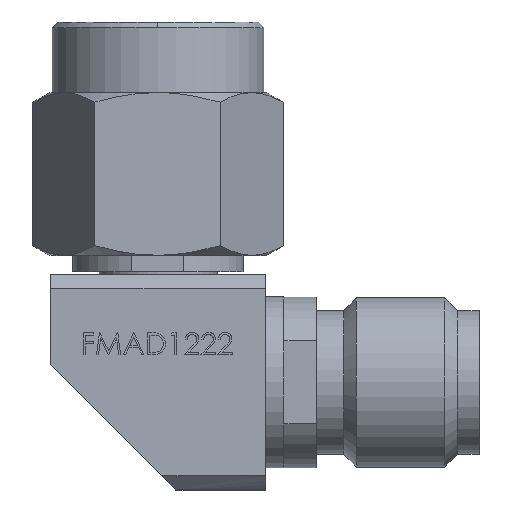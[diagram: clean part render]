
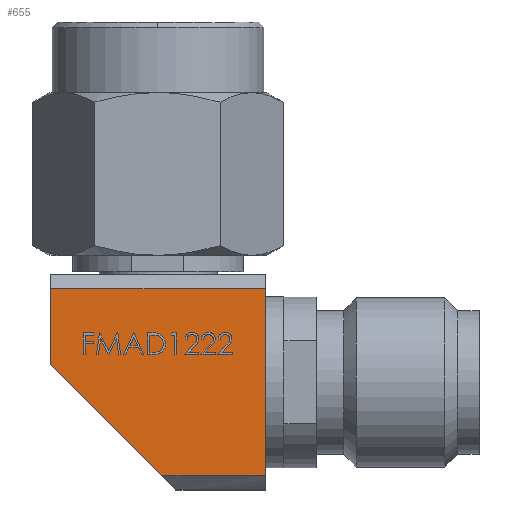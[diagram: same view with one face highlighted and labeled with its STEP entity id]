
A CAD part, top view. The second image highlights one B-rep face of the part: STEP entity #655.
In plain terms, the highlighted planar face has unit normal (0, 0, 1).
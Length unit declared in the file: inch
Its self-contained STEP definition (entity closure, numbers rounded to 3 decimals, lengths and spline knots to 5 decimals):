
#9 = DIRECTION ( 'NONE',  ( 1., 0., 0. ) ) ;
#62 = VECTOR ( 'NONE', #2815, 39.37008 ) ;
#168 = CARTESIAN_POINT ( 'NONE',  ( -0.17707, -0.13553, 0.15591 ) ) ;
#603 = VECTOR ( 'NONE', #3645, 39.37008 ) ;
#655 = ADVANCED_FACE ( 'NONE', ( #2533 ), #4905, .T. ) ;
#843 = EDGE_CURVE ( 'NONE', #4308, #2750, #4192, .T. ) ;
#1013 = LINE ( 'NONE', #5689, #62 ) ;
#1069 = CARTESIAN_POINT ( 'NONE',  ( -0.33858, 0.13553, 0.15591 ) ) ;
#1175 = DIRECTION ( 'NONE',  ( 0., 1., 0. ) ) ;
#1311 = ORIENTED_EDGE ( 'NONE', *, *, #5713, .T. ) ;
#1560 = AXIS2_PLACEMENT_3D ( 'NONE', #6747, #7299, #2619 ) ;
#1854 = EDGE_CURVE ( 'NONE', #5250, #2405, #3720, .T. ) ;
#1900 = CARTESIAN_POINT ( 'NONE',  ( -0.33858, 0.02598, 0.15591 ) ) ;
#2384 = VERTEX_POINT ( 'NONE', #2644 ) ;
#2405 = VERTEX_POINT ( 'NONE', #168 ) ;
#2522 = CARTESIAN_POINT ( 'NONE',  ( -0.33858, 0.02598, 0.15591 ) ) ;
#2533 = FACE_OUTER_BOUND ( 'NONE', #6326, .T. ) ;
#2583 = EDGE_CURVE ( 'NONE', #4308, #5250, #1013, .T. ) ;
#2619 = DIRECTION ( 'NONE',  ( 1., 0., 0. ) ) ;
#2644 = CARTESIAN_POINT ( 'NONE',  ( -0.02677, -0.13553, 0.15591 ) ) ;
#2750 = VERTEX_POINT ( 'NONE', #3636 ) ;
#2815 = DIRECTION ( 'NONE',  ( 0., -1., 0. ) ) ;
#3131 = VECTOR ( 'NONE', #1175, 39.37008 ) ;
#3313 = VECTOR ( 'NONE', #9, 39.37008 ) ;
#3426 = ORIENTED_EDGE ( 'NONE', *, *, #3677, .T. ) ;
#3636 = CARTESIAN_POINT ( 'NONE',  ( -0.02677, 0.13553, 0.15591 ) ) ;
#3645 = DIRECTION ( 'NONE',  ( 0.707, -0.707, 0. ) ) ;
#3677 = EDGE_CURVE ( 'NONE', #2384, #2750, #4762, .T. ) ;
#3697 = LINE ( 'NONE', #6068, #7043 ) ;
#3720 = LINE ( 'NONE', #1900, #603 ) ;
#4141 = ORIENTED_EDGE ( 'NONE', *, *, #2583, .T. ) ;
#4157 = ORIENTED_EDGE ( 'NONE', *, *, #843, .F. ) ;
#4192 = LINE ( 'NONE', #1069, #3313 ) ;
#4308 = VERTEX_POINT ( 'NONE', #5180 ) ;
#4762 = LINE ( 'NONE', #7002, #3131 ) ;
#4905 = PLANE ( 'NONE',  #1560 ) ;
#5127 = ORIENTED_EDGE ( 'NONE', *, *, #1854, .T. ) ;
#5180 = CARTESIAN_POINT ( 'NONE',  ( -0.33858, 0.13553, 0.15591 ) ) ;
#5250 = VERTEX_POINT ( 'NONE', #2522 ) ;
#5689 = CARTESIAN_POINT ( 'NONE',  ( -0.33858, 0.13553, 0.15591 ) ) ;
#5713 = EDGE_CURVE ( 'NONE', #2405, #2384, #3697, .T. ) ;
#5914 = DIRECTION ( 'NONE',  ( 1., 0., 0. ) ) ;
#6068 = CARTESIAN_POINT ( 'NONE',  ( -0.17707, -0.13553, 0.15591 ) ) ;
#6326 = EDGE_LOOP ( 'NONE', ( #3426, #4157, #4141, #5127, #1311 ) ) ;
#6747 = CARTESIAN_POINT ( 'NONE',  ( 0., 0., 0.15591 ) ) ;
#7002 = CARTESIAN_POINT ( 'NONE',  ( -0.02677, -0.13553, 0.15591 ) ) ;
#7043 = VECTOR ( 'NONE', #5914, 39.37008 ) ;
#7299 = DIRECTION ( 'NONE',  ( 0., 0., 1. ) ) ;
